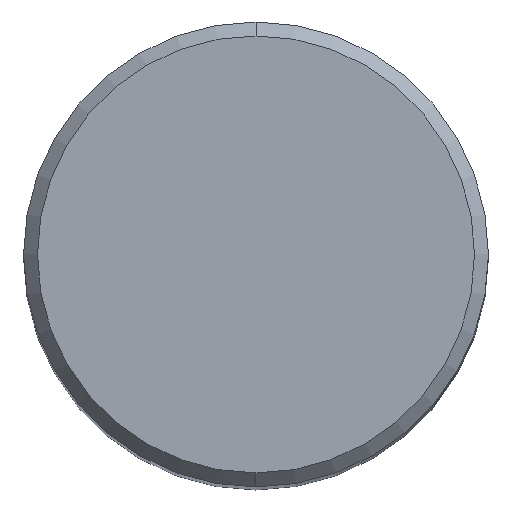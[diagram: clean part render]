
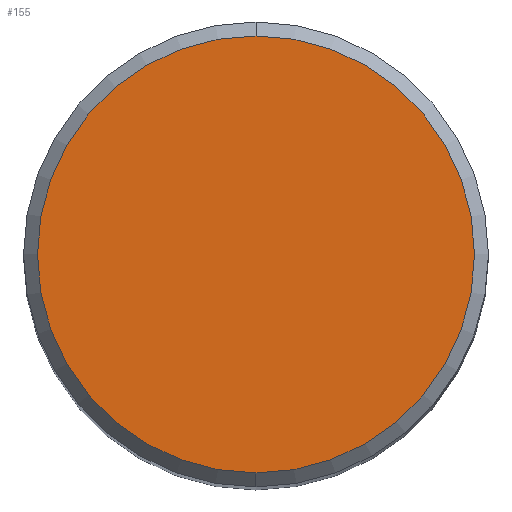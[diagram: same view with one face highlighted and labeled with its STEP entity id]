
A CAD part, top view. The second image highlights one B-rep face of the part: STEP entity #155.
In plain terms, the highlighted planar face has unit normal (0, 0, 1).
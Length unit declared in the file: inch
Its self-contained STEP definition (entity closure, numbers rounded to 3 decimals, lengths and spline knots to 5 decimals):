
#13 = PLANE ( 'NONE',  #462 ) ;
#54 = CIRCLE ( 'NONE', #200, 0.235 ) ;
#56 = EDGE_CURVE ( 'NONE', #299, #355, #219, .T. ) ;
#89 = CARTESIAN_POINT ( 'NONE',  ( 0., 0., 0. ) ) ;
#94 = ORIENTED_EDGE ( 'NONE', *, *, #56, .T. ) ;
#130 = EDGE_CURVE ( 'NONE', #355, #299, #54, .T. ) ;
#155 = ADVANCED_FACE ( 'NONE', ( #408 ), #13, .F. ) ;
#178 = CARTESIAN_POINT ( 'NONE',  ( 0., 0.235, 0. ) ) ;
#200 = AXIS2_PLACEMENT_3D ( 'NONE', #478, #395, #326 ) ;
#219 = CIRCLE ( 'NONE', #290, 0.235 ) ;
#244 = DIRECTION ( 'NONE',  ( 0., 0., 1. ) ) ;
#290 = AXIS2_PLACEMENT_3D ( 'NONE', #89, #244, #435 ) ;
#299 = VERTEX_POINT ( 'NONE', #341 ) ;
#326 = DIRECTION ( 'NONE',  ( 0., -1., 0. ) ) ;
#341 = CARTESIAN_POINT ( 'NONE',  ( 0., 0.235, 0. ) ) ;
#355 = VERTEX_POINT ( 'NONE', #386 ) ;
#372 = DIRECTION ( 'NONE',  ( 0., 1., 0. ) ) ;
#386 = CARTESIAN_POINT ( 'NONE',  ( 0., -0.235, 0. ) ) ;
#395 = DIRECTION ( 'NONE',  ( 0., 0., 1. ) ) ;
#408 = FACE_OUTER_BOUND ( 'NONE', #420, .T. ) ;
#414 = ORIENTED_EDGE ( 'NONE', *, *, #130, .T. ) ;
#420 = EDGE_LOOP ( 'NONE', ( #94, #414 ) ) ;
#435 = DIRECTION ( 'NONE',  ( 0., -1., 0. ) ) ;
#462 = AXIS2_PLACEMENT_3D ( 'NONE', #178, #491, #372 ) ;
#478 = CARTESIAN_POINT ( 'NONE',  ( 0., 0., 0. ) ) ;
#491 = DIRECTION ( 'NONE',  ( 0., 0., -1. ) ) ;
